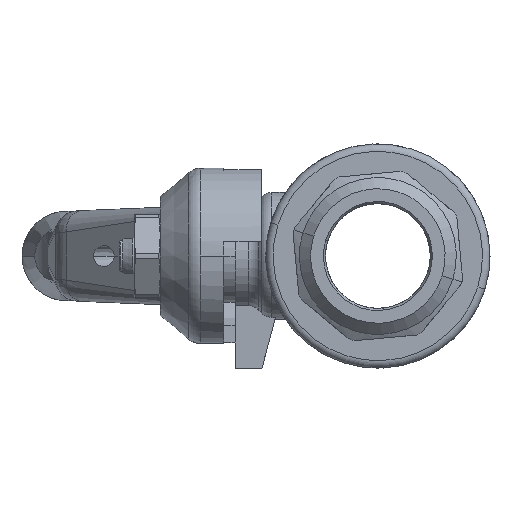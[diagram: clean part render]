
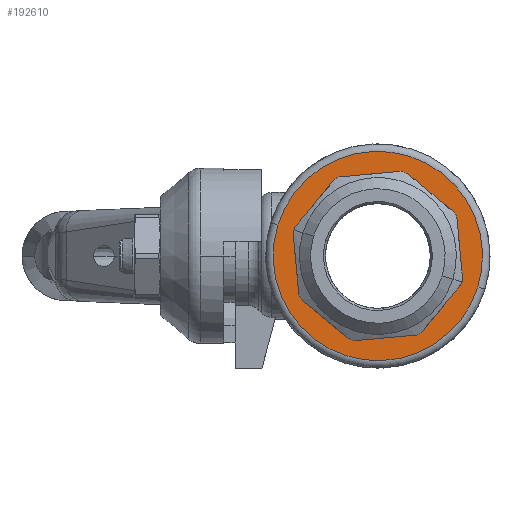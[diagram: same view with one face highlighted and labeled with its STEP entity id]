
A CAD part, left-side view. The second image highlights one B-rep face of the part: STEP entity #192610.
In plain terms, the highlighted face is planar.
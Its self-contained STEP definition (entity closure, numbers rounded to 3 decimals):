
#7220=CARTESIAN_POINT('',(5.129,-0.05,
-10.572));
#7230=VERTEX_POINT('',#7220);
#7260=CARTESIAN_POINT('',(-3.521,-0.05,
-11.374));
#7270=DIRECTION('',(-0.996,0.,
-0.092));
#7280=VECTOR('',#7270,1.);
#7290=LINE('',#7260,#7280);
#7300=CARTESIAN_POINT('',(-3.097,-0.05,
-11.334));
#7310=VERTEX_POINT('',#7300);
#7320=EDGE_CURVE('',#7230,#7310,#7290,.T.);
#7780=CARTESIAN_POINT('',(3.849,-0.05,
11.102));
#7790=VERTEX_POINT('',#7780);
#7820=CARTESIAN_POINT('',(3.521,-0.05,
11.374));
#7830=DIRECTION('',(0.769,0.,
-0.639));
#7840=VECTOR('',#7830,1.);
#7850=LINE('',#7820,#7840);
#7860=CARTESIAN_POINT('',(10.205,-0.05,
5.825));
#7870=VERTEX_POINT('',#7860);
#7880=EDGE_CURVE('',#7790,#7870,#7850,.T.);
#8290=CARTESIAN_POINT('',(-3.849,-0.05,
-11.102));
#8300=VERTEX_POINT('',#8290);
#8330=CARTESIAN_POINT('',(-3.521,-0.05,
-11.374));
#8340=DIRECTION('',(-0.769,0.,
0.639));
#8350=VECTOR('',#8340,1.);
#8360=LINE('',#8330,#8350);
#8370=CARTESIAN_POINT('',(-10.205,-0.05,
-5.825));
#8380=VERTEX_POINT('',#8370);
#8390=EDGE_CURVE('',#8300,#8380,#8360,.T.);
#191510=CARTESIAN_POINT('',(-13.374,-0.05,
4.14));
#191520=VERTEX_POINT('',#191510);
#191550=CARTESIAN_POINT('',(0.,-0.05,
0.));
#191560=DIRECTION('',(0.,-1.,0.));
#191570=DIRECTION('',(0.955,0.,
-0.296));
#191580=AXIS2_PLACEMENT_3D('',#191550,#191560,#191570);
#191590=CIRCLE('',#191580,14.);
#191600=CARTESIAN_POINT('',(13.374,-0.05,
-4.14));
#191610=VERTEX_POINT('',#191600);
#191620=EDGE_CURVE('',#191520,#191610,#191590,.T.);
#191750=CARTESIAN_POINT('',(12.299,-0.05,
-3.807));
#191760=DIRECTION('',(0.,1.,0.));
#191770=DIRECTION('',(0.955,0.,
-0.296));
#191780=AXIS2_PLACEMENT_3D('',#191750,#191760,#191770);
#191790=PLANE('',#191780);
#191800=CARTESIAN_POINT('',(0.,-0.05,
0.));
#191810=DIRECTION('',(0.,-1.,0.));
#191820=DIRECTION('',(0.955,0.,
-0.296));
#191830=AXIS2_PLACEMENT_3D('',#191800,#191810,#191820);
#191840=CIRCLE('',#191830,11.75);
#191850=CARTESIAN_POINT('',(-11.102,-0.05,
3.849));
#191860=VERTEX_POINT('',#191850);
#191870=CARTESIAN_POINT('',(-11.334,-0.05,
3.097));
#191880=VERTEX_POINT('',#191870);
#191890=EDGE_CURVE('',#191860,#191880,#191840,.T.);
#191900=ORIENTED_EDGE('',*,*,#191890,.F.);
#191910=CARTESIAN_POINT('',(-11.374,-0.05,
3.521));
#191920=DIRECTION('',(-0.092,0.,
0.996));
#191930=VECTOR('',#191920,1.);
#191940=LINE('',#191910,#191930);
#191950=CARTESIAN_POINT('',(-10.572,-0.05,
-5.129));
#191960=VERTEX_POINT('',#191950);
#191970=EDGE_CURVE('',#191960,#191880,#191940,.T.);
#191980=ORIENTED_EDGE('',*,*,#191970,.T.);
#191990=EDGE_CURVE('',#191960,#8380,#191840,.T.);
#192000=ORIENTED_EDGE('',*,*,#191990,.F.);
#192010=ORIENTED_EDGE('',*,*,#8390,.T.);
#192020=EDGE_CURVE('',#8300,#7310,#191840,.T.);
#192030=ORIENTED_EDGE('',*,*,#192020,.F.);
#192040=ORIENTED_EDGE('',*,*,#7320,.T.);
#192050=CARTESIAN_POINT('',(5.825,-0.05,
-10.205));
#192060=VERTEX_POINT('',#192050);
#192070=EDGE_CURVE('',#7230,#192060,#191840,.T.);
#192080=ORIENTED_EDGE('',*,*,#192070,.F.);
#192090=CARTESIAN_POINT('',(11.374,-0.05,
-3.521));
#192100=DIRECTION('',(-0.639,0.,
-0.769));
#192110=VECTOR('',#192100,1.);
#192120=LINE('',#192090,#192110);
#192130=CARTESIAN_POINT('',(11.102,-0.05,
-3.849));
#192140=VERTEX_POINT('',#192130);
#192150=EDGE_CURVE('',#192140,#192060,#192120,.T.);
#192160=ORIENTED_EDGE('',*,*,#192150,.T.);
#192170=CARTESIAN_POINT('',(11.334,-0.05,
-3.097));
#192180=VERTEX_POINT('',#192170);
#192190=EDGE_CURVE('',#192140,#192180,#191840,.T.);
#192200=ORIENTED_EDGE('',*,*,#192190,.F.);
#192210=CARTESIAN_POINT('',(11.374,-0.05,
-3.521));
#192220=DIRECTION('',(0.092,0.,
-0.996));
#192230=VECTOR('',#192220,1.);
#192240=LINE('',#192210,#192230);
#192250=CARTESIAN_POINT('',(10.572,-0.05,
5.129));
#192260=VERTEX_POINT('',#192250);
#192270=EDGE_CURVE('',#192260,#192180,#192240,.T.);
#192280=ORIENTED_EDGE('',*,*,#192270,.T.);
#192290=EDGE_CURVE('',#192260,#7870,#191840,.T.);
#192300=ORIENTED_EDGE('',*,*,#192290,.F.);
#192310=ORIENTED_EDGE('',*,*,#7880,.T.);
#192320=CARTESIAN_POINT('',(3.097,-0.05,
11.334));
#192330=VERTEX_POINT('',#192320);
#192340=EDGE_CURVE('',#7790,#192330,#191840,.T.);
#192350=ORIENTED_EDGE('',*,*,#192340,.F.);
#192360=CARTESIAN_POINT('',(3.521,-0.05,
11.374));
#192370=DIRECTION('',(0.996,0.,
0.092));
#192380=VECTOR('',#192370,1.);
#192390=LINE('',#192360,#192380);
#192400=CARTESIAN_POINT('',(-5.129,-0.05,
10.572));
#192410=VERTEX_POINT('',#192400);
#192420=EDGE_CURVE('',#192410,#192330,#192390,.T.);
#192430=ORIENTED_EDGE('',*,*,#192420,.T.);
#192440=CARTESIAN_POINT('',(-5.825,-0.05,
10.205));
#192450=VERTEX_POINT('',#192440);
#192460=EDGE_CURVE('',#192410,#192450,#191840,.T.);
#192470=ORIENTED_EDGE('',*,*,#192460,.F.);
#192480=CARTESIAN_POINT('',(-11.374,-0.05,
3.521));
#192490=DIRECTION('',(0.639,0.,
0.769));
#192500=VECTOR('',#192490,1.);
#192510=LINE('',#192480,#192500);
#192520=EDGE_CURVE('',#191860,#192450,#192510,.T.);
#192530=ORIENTED_EDGE('',*,*,#192520,.T.);
#192540=EDGE_LOOP('',(#192530,#192470,#192430,#192350,#192310,#192300,
#192280,#192200,#192160,#192080,#192040,#192030,#192010,#192000,#191980,
#191900));
#192550=FACE_BOUND('',#192540,.T.);
#192560=EDGE_CURVE('',#191610,#191520,#191590,.T.);
#192570=ORIENTED_EDGE('',*,*,#192560,.T.);
#192580=ORIENTED_EDGE('',*,*,#191620,.T.);
#192590=EDGE_LOOP('',(#192580,#192570));
#192600=FACE_OUTER_BOUND('',#192590,.T.);
#192610=ADVANCED_FACE('',(#192550,#192600),#191790,.F.);
